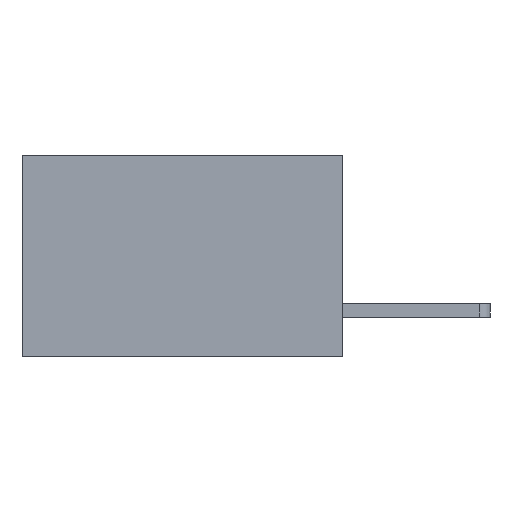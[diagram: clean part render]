
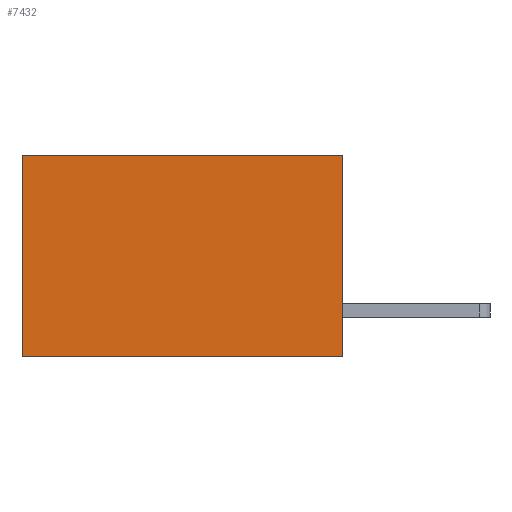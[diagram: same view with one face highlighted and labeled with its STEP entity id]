
A CAD part, left-side view. The second image highlights one B-rep face of the part: STEP entity #7432.
In plain terms, the highlighted planar face has unit normal (-1, 0, 0).
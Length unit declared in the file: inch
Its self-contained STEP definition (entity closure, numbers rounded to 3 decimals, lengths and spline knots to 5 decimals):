
#274 = LINE ( 'NONE', #307, #6489 ) ;
#307 = CARTESIAN_POINT ( 'NONE',  ( 0.277, 0., -0.37 ) ) ;
#313 = VERTEX_POINT ( 'NONE', #8046 ) ;
#351 = DIRECTION ( 'NONE',  ( 0., 0., -1. ) ) ;
#447 = EDGE_CURVE ( 'NONE', #3719, #313, #3736, .T. ) ;
#465 = LINE ( 'NONE', #6892, #6644 ) ;
#2271 = VERTEX_POINT ( 'NONE', #6213 ) ;
#2546 = CARTESIAN_POINT ( 'NONE',  ( 0.277, 0.59, 0. ) ) ;
#3254 = VERTEX_POINT ( 'NONE', #8678 ) ;
#3719 = VERTEX_POINT ( 'NONE', #2546 ) ;
#3736 = LINE ( 'NONE', #6699, #4619 ) ;
#3933 = ORIENTED_EDGE ( 'NONE', *, *, #447, .T. ) ;
#4111 = DIRECTION ( 'NONE',  ( 0., 1., 0. ) ) ;
#4134 = ORIENTED_EDGE ( 'NONE', *, *, #9521, .F. ) ;
#4151 = ORIENTED_EDGE ( 'NONE', *, *, #7894, .F. ) ;
#4390 = CARTESIAN_POINT ( 'NONE',  ( 0.277, 0., 0. ) ) ;
#4429 = DIRECTION ( 'NONE',  ( 0., 1., 0. ) ) ;
#4469 = ORIENTED_EDGE ( 'NONE', *, *, #7526, .T. ) ;
#4619 = VECTOR ( 'NONE', #8331, 39.37008 ) ;
#5075 = DIRECTION ( 'NONE',  ( 0., 0., -1. ) ) ;
#5099 = DIRECTION ( 'NONE',  ( 1., 0., 0. ) ) ;
#5106 = PLANE ( 'NONE',  #7474 ) ;
#5134 = CARTESIAN_POINT ( 'NONE',  ( 0.277, 0., -0.37 ) ) ;
#6213 = CARTESIAN_POINT ( 'NONE',  ( 0.277, 0., -0.37 ) ) ;
#6489 = VECTOR ( 'NONE', #351, 39.37008 ) ;
#6497 = LINE ( 'NONE', #4390, #10534 ) ;
#6644 = VECTOR ( 'NONE', #4429, 39.37008 ) ;
#6699 = CARTESIAN_POINT ( 'NONE',  ( 0.277, 0.59, -0.37 ) ) ;
#6892 = CARTESIAN_POINT ( 'NONE',  ( 0.277, 0., -0.37 ) ) ;
#7432 = ADVANCED_FACE ( 'NONE', ( #8048 ), #5106, .F. ) ;
#7474 = AXIS2_PLACEMENT_3D ( 'NONE', #5134, #5099, #5075 ) ;
#7526 = EDGE_CURVE ( 'NONE', #3254, #3719, #6497, .T. ) ;
#7894 = EDGE_CURVE ( 'NONE', #3254, #2271, #274, .T. ) ;
#8046 = CARTESIAN_POINT ( 'NONE',  ( 0.277, 0.59, -0.37 ) ) ;
#8048 = FACE_OUTER_BOUND ( 'NONE', #10421, .T. ) ;
#8331 = DIRECTION ( 'NONE',  ( 0., 0., -1. ) ) ;
#8678 = CARTESIAN_POINT ( 'NONE',  ( 0.277, 0., 0. ) ) ;
#9521 = EDGE_CURVE ( 'NONE', #2271, #313, #465, .T. ) ;
#10421 = EDGE_LOOP ( 'NONE', ( #3933, #4134, #4151, #4469 ) ) ;
#10534 = VECTOR ( 'NONE', #4111, 39.37008 ) ;
